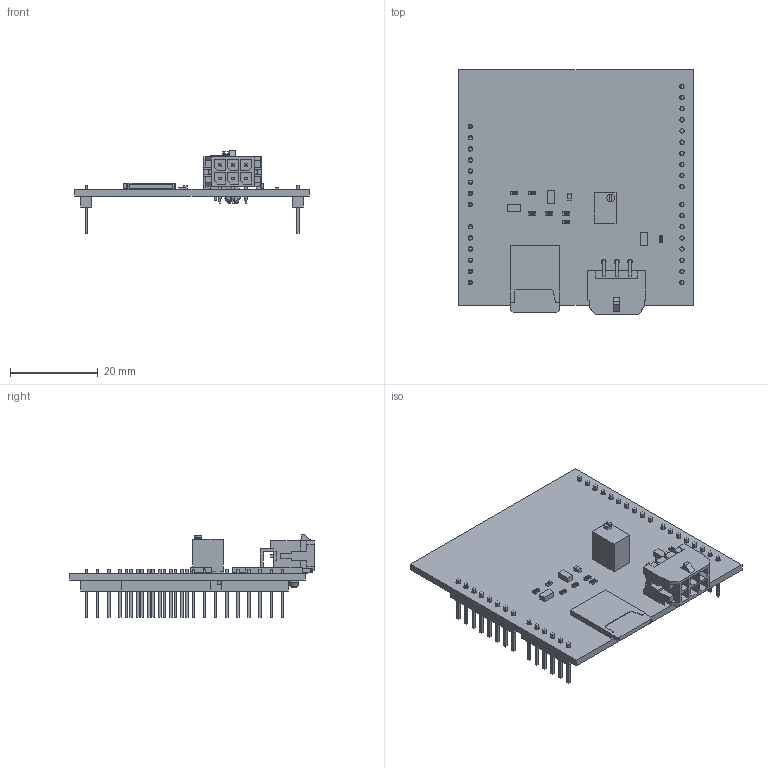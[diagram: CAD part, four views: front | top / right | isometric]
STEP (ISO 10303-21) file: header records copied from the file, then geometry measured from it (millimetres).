
FILE_DESCRIPTION(('Open CASCADE Model'),'2;1');
FILE_NAME('Open CASCADE Shape Model','2021-12-17T11:17:14',('Author'),( 'Open CASCADE'),'Open CASCADE STEP processor 6.8','Open CASCADE 6.8' ,'Unknown');
FILE_SCHEMA(('AUTOMOTIVE_DESIGN { 1 0 10303 214 1 1 1 1 }'));
Length unit declared in the file: millimetre
Products named in the file (52): PCB; Board; Open CASCADE STEP translator 6.8 1.1.1; J2; 6593491440; Extruded; 6593491040; B1; 6593484640; 6593490640; 6593481520; 6593486160; U1; 6593488160; T2; 6593490560; T1; R8; User_Library-RESC1608X05N; R7; R6; 6593485760; 6593485600; 6593487120; Cylinder; 6593486560; 6593486080; R5; R4; R3; R2; R1; J1; 430450600; Open CASCADE STEP translator 6.8 1.15.1.1; Open CASCADE STEP translator 6.8 1.15.1.2; C1; 6593489280; 6593488960
Assembly tree (93 placements, depth 4):
  PCB
    Board
      Open CASCADE STEP translator 6.8 1.1.1
    J2
      6593491440
        Extruded
      6593491040
        Extruded
    B1
      6593484640  x32
        Extruded
      6593490640
        Extruded
      6593481520  x2
        Extruded
      6593486160
        Extruded
    U1
      6593488160
        Extruded
    T2
      6593490560
        Extruded
    T1
      6593488160
        Extruded
    R8
      User_Library-RESC1608X05N
    R7
      User_Library-RESC1608X05N
    R6
      6593485760
        Extruded
      6593485600
        Extruded
      6593487120  x3
        Cylinder
      6593486560
        Extruded
      6593486080
        Extruded
    R5
      User_Library-RESC1608X05N
    R4
      User_Library-RESC1608X05N
    R3
      User_Library-RESC1608X05N
    R2
      User_Library-RESC1608X05N
    R1
      User_Library-RESC1608X05N
    J1
      430450600
        Open CASCADE STEP translator 6.8 1.15.1.1
        Open CASCADE STEP translator 6.8 1.15.1.2
    C1
      6593489280
        Extruded
      6593488960  x2
        Extruded
Bounding box: 53.4 x 55.73 x 18.85 mm (x, y, z)
Volume: 6161.5 mm3; surface area: 10061.4 mm2
Topology: 60 solids, 60 shells, 2670 faces, 6658 edges, 4149 vertices
Faces by surface type: plane 1244, bspline 1050, cylinder 372, cone 2, torus 2
Full cylindrical faces by diameter (mm): 0.5 x3, 0.8 x3, 1 x32, 1.1 x6, 3 x1
Entity records: 30051 total; most frequent: CARTESIAN_POINT 6334, ORIENTED_EDGE 4498, DIRECTION 3779, EDGE_CURVE 2249, LINE 1795, VECTOR 1795, VERTEX_POINT 1435, FACE_BOUND 998
